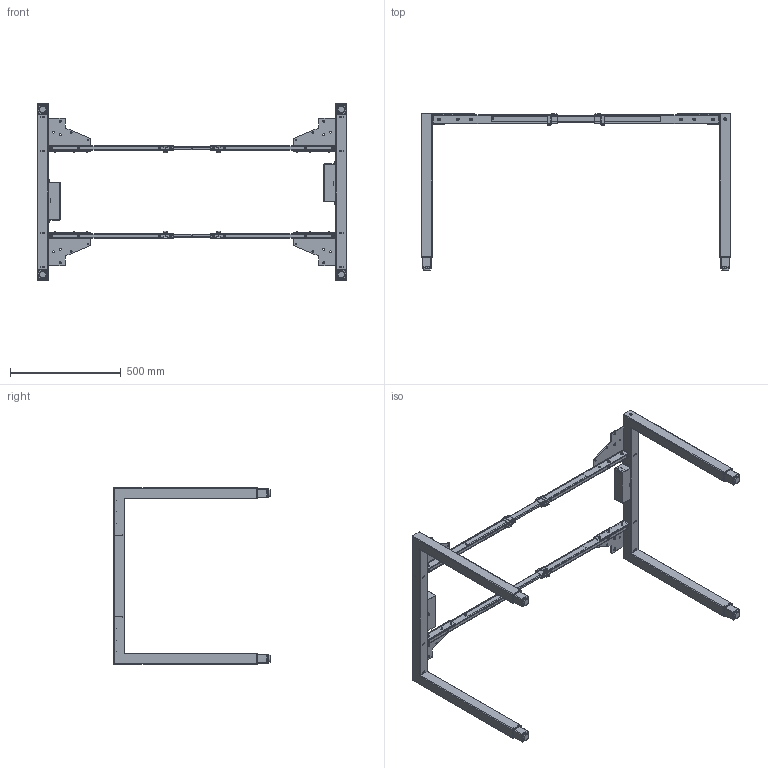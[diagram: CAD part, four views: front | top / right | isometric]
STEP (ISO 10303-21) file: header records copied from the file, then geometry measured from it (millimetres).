
FILE_DESCRIPTION (( 'STEP AP203' ), '1' );
FILE_NAME ('51211x_Tetra W4 800x1230-1845_2020.STEP', '2020-01-02T11:21:00', ( '' ), ( '' ), 'SwSTEP 2.0', 'SolidWorks 2019', '' );
FILE_SCHEMA (( 'CONFIG_CONTROL_DESIGN' ));
Length unit declared in the file: millimetre
Products named in the file (1): 51211x_Tetra W4 800x1230-1845_2020
Bounding box: 1395.2 x 705.8 x 799 mm (x, y, z)
Surface area: 1761640.8 mm2 (no closed solid volume)
Topology: 0 solids, 186 shells, 1062 faces, 4036 edges, 2998 vertices
Faces by surface type: plane 416, cylinder 390, cone 180, torus 44, bspline 20, sphere 12
Entity records: 43796 total; most frequent: CARTESIAN_POINT 8957, DIRECTION 7970, ORIENTED_EDGE 5822, EDGE_CURVE 4036, VERTEX_POINT 2998, AXIS2_PLACEMENT_3D 2995, VECTOR 1980, LINE 1980
